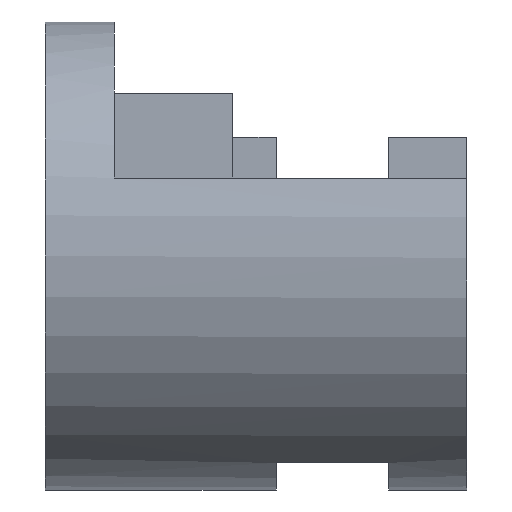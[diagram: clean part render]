
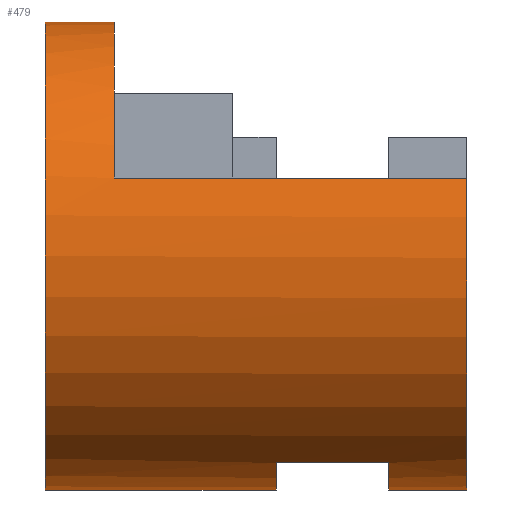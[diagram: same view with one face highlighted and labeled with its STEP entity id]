
A CAD part, left-side view. The second image highlights one B-rep face of the part: STEP entity #479.
In plain terms, the highlighted cylindrical face has radius 7.5 mm (diameter 15 mm), a partial arc.
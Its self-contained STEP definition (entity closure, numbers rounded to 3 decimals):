
#11 = EDGE_CURVE ( 'NONE', #76, #194, #459, .T. ) ;
#43 = DIRECTION ( 'NONE',  ( 0., 1., 0. ) ) ;
#72 = LINE ( 'NONE', #769, #709 ) ;
#76 = VERTEX_POINT ( 'NONE', #520 ) ;
#77 = DIRECTION ( 'NONE',  ( 0., 1., 0. ) ) ;
#87 = DIRECTION ( 'NONE',  ( 0., 1., 0. ) ) ;
#102 = VERTEX_POINT ( 'NONE', #1215 ) ;
#156 = DIRECTION ( 'NONE',  ( 0., -1., 0. ) ) ;
#158 = VECTOR ( 'NONE', #87, 1000. ) ;
#179 = DIRECTION ( 'NONE',  ( 0., 0., 1. ) ) ;
#194 = VERTEX_POINT ( 'NONE', #327 ) ;
#200 = CIRCLE ( 'NONE', #656, 7.5 ) ;
#219 = VERTEX_POINT ( 'NONE', #1022 ) ;
#229 = FACE_OUTER_BOUND ( 'NONE', #708, .T. ) ;
#240 = EDGE_CURVE ( 'NONE', #76, #219, #200, .T. ) ;
#253 = EDGE_CURVE ( 'NONE', #827, #219, #358, .T. ) ;
#268 = CIRCLE ( 'NONE', #657, 7.5 ) ;
#272 = DIRECTION ( 'NONE',  ( 0., 0., 1. ) ) ;
#279 = CARTESIAN_POINT ( 'NONE',  ( 0., -7.4, -7.5 ) ) ;
#286 = CARTESIAN_POINT ( 'NONE',  ( 0., -7.4, 0. ) ) ;
#320 = LINE ( 'NONE', #1118, #1166 ) ;
#327 = CARTESIAN_POINT ( 'NONE',  ( -3.5, -7.4, -6.633 ) ) ;
#330 = ORIENTED_EDGE ( 'NONE', *, *, #580, .F. ) ;
#337 = CARTESIAN_POINT ( 'NONE',  ( 0., -13.5, 0. ) ) ;
#357 = VERTEX_POINT ( 'NONE', #279 ) ;
#358 = LINE ( 'NONE', #559, #810 ) ;
#431 = CARTESIAN_POINT ( 'NONE',  ( 0., 0., -7.5 ) ) ;
#459 = LINE ( 'NONE', #853, #985 ) ;
#461 = CARTESIAN_POINT ( 'NONE',  ( 0., -11., 0. ) ) ;
#479 = ADVANCED_FACE ( 'NONE', ( #229 ), #1218, .T. ) ;
#482 = VERTEX_POINT ( 'NONE', #431 ) ;
#499 = DIRECTION ( 'NONE',  ( 0., -1., 0. ) ) ;
#512 = AXIS2_PLACEMENT_3D ( 'NONE', #882, #690, #1090 ) ;
#520 = CARTESIAN_POINT ( 'NONE',  ( -3.5, -11., -6.633 ) ) ;
#558 = CARTESIAN_POINT ( 'NONE',  ( -7.071, -2.2, 2.5 ) ) ;
#559 = CARTESIAN_POINT ( 'NONE',  ( 0., -13.5, -7.5 ) ) ;
#563 = CARTESIAN_POINT ( 'NONE',  ( -7.071, -13.5, 2.5 ) ) ;
#580 = EDGE_CURVE ( 'NONE', #482, #908, #649, .T. ) ;
#587 = VERTEX_POINT ( 'NONE', #563 ) ;
#614 = DIRECTION ( 'NONE',  ( 0., 0., 1. ) ) ;
#649 = CIRCLE ( 'NONE', #1147, 7.5 ) ;
#656 = AXIS2_PLACEMENT_3D ( 'NONE', #461, #747, #272 ) ;
#657 = AXIS2_PLACEMENT_3D ( 'NONE', #1246, #773, #179 ) ;
#667 = DIRECTION ( 'NONE',  ( 0., 1., 0. ) ) ;
#686 = CARTESIAN_POINT ( 'NONE',  ( 0., 0., 7.5 ) ) ;
#690 = DIRECTION ( 'NONE',  ( 0., 1., 0. ) ) ;
#708 = EDGE_LOOP ( 'NONE', ( #957, #1055, #924, #818, #1271, #330, #722, #1179, #716, #988 ) ) ;
#709 = VECTOR ( 'NONE', #156, 1000. ) ;
#716 = ORIENTED_EDGE ( 'NONE', *, *, #11, .F. ) ;
#722 = ORIENTED_EDGE ( 'NONE', *, *, #1141, .F. ) ;
#747 = DIRECTION ( 'NONE',  ( 0., -1., 0. ) ) ;
#769 = CARTESIAN_POINT ( 'NONE',  ( -7.071, -6., 2.5 ) ) ;
#773 = DIRECTION ( 'NONE',  ( 0., -1., 0. ) ) ;
#793 = AXIS2_PLACEMENT_3D ( 'NONE', #286, #499, #1175 ) ;
#807 = CARTESIAN_POINT ( 'NONE',  ( 0., -13.5, -7.5 ) ) ;
#809 = DIRECTION ( 'NONE',  ( 0., 1., 0. ) ) ;
#810 = VECTOR ( 'NONE', #77, 1000. ) ;
#818 = ORIENTED_EDGE ( 'NONE', *, *, #1169, .F. ) ;
#827 = VERTEX_POINT ( 'NONE', #807 ) ;
#833 = VERTEX_POINT ( 'NONE', #558 ) ;
#844 = EDGE_CURVE ( 'NONE', #102, #908, #320, .T. ) ;
#853 = CARTESIAN_POINT ( 'NONE',  ( -3.5, -13.5, -6.633 ) ) ;
#872 = AXIS2_PLACEMENT_3D ( 'NONE', #337, #809, #614 ) ;
#882 = CARTESIAN_POINT ( 'NONE',  ( 0., -13.5, 0. ) ) ;
#908 = VERTEX_POINT ( 'NONE', #686 ) ;
#924 = ORIENTED_EDGE ( 'NONE', *, *, #1132, .F. ) ;
#944 = CIRCLE ( 'NONE', #512, 7.5 ) ;
#957 = ORIENTED_EDGE ( 'NONE', *, *, #253, .F. ) ;
#961 = DIRECTION ( 'NONE',  ( 0., 1., 0. ) ) ;
#967 = LINE ( 'NONE', #1252, #158 ) ;
#985 = VECTOR ( 'NONE', #961, 1000. ) ;
#988 = ORIENTED_EDGE ( 'NONE', *, *, #240, .T. ) ;
#1022 = CARTESIAN_POINT ( 'NONE',  ( 0., -11., -7.5 ) ) ;
#1055 = ORIENTED_EDGE ( 'NONE', *, *, #1266, .T. ) ;
#1072 = CIRCLE ( 'NONE', #793, 7.5 ) ;
#1090 = DIRECTION ( 'NONE',  ( 0., 0., 1. ) ) ;
#1118 = CARTESIAN_POINT ( 'NONE',  ( 0., -13.5, 7.5 ) ) ;
#1132 = EDGE_CURVE ( 'NONE', #833, #587, #72, .T. ) ;
#1138 = DIRECTION ( 'NONE',  ( 0., 0., 1. ) ) ;
#1141 = EDGE_CURVE ( 'NONE', #357, #482, #967, .T. ) ;
#1147 = AXIS2_PLACEMENT_3D ( 'NONE', #1235, #667, #1138 ) ;
#1166 = VECTOR ( 'NONE', #43, 1000. ) ;
#1169 = EDGE_CURVE ( 'NONE', #102, #833, #268, .T. ) ;
#1175 = DIRECTION ( 'NONE',  ( 0., 0., 1. ) ) ;
#1179 = ORIENTED_EDGE ( 'NONE', *, *, #1255, .F. ) ;
#1215 = CARTESIAN_POINT ( 'NONE',  ( 0., -2.2, 7.5 ) ) ;
#1218 = CYLINDRICAL_SURFACE ( 'NONE', #872, 7.5 ) ;
#1235 = CARTESIAN_POINT ( 'NONE',  ( 0., 0., 0. ) ) ;
#1246 = CARTESIAN_POINT ( 'NONE',  ( 0., -2.2, 0. ) ) ;
#1252 = CARTESIAN_POINT ( 'NONE',  ( 0., -13.5, -7.5 ) ) ;
#1255 = EDGE_CURVE ( 'NONE', #194, #357, #1072, .T. ) ;
#1266 = EDGE_CURVE ( 'NONE', #827, #587, #944, .T. ) ;
#1271 = ORIENTED_EDGE ( 'NONE', *, *, #844, .T. ) ;
